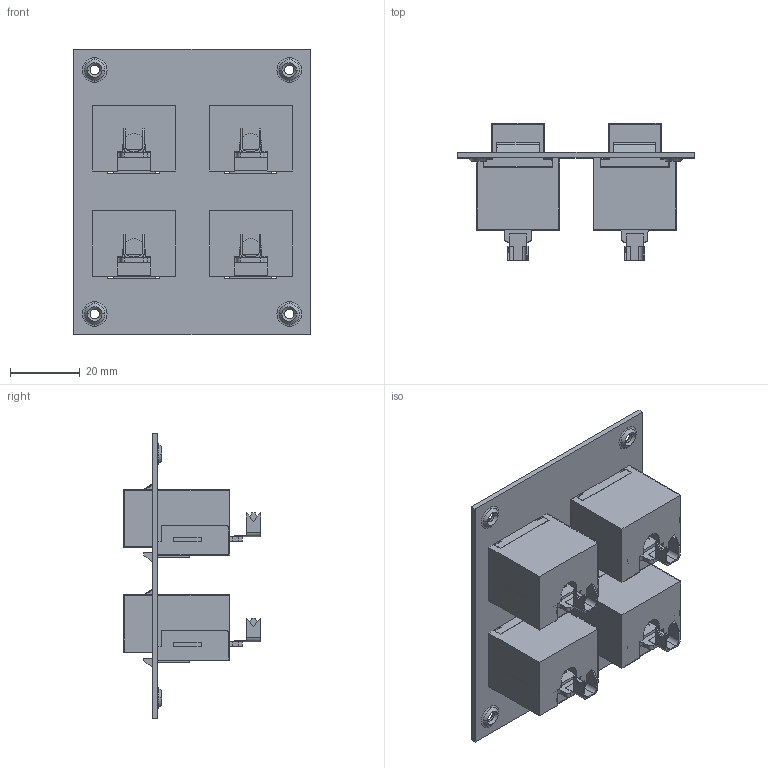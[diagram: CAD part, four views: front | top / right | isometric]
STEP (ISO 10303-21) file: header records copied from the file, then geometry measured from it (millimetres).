
FILE_DESCRIPTION (( 'STEP AP203' ), '1' );
FILE_NAME ('USP4MK-SC5B.STEP', '2011-08-08T15:17:57', ( 'x' ), ( 'Microsoft' ), 'SwSTEP 2.0', 'SolidWorks 2010', '' );
FILE_SCHEMA (( 'CONFIG_CONTROL_DESIGN' ));
Length unit declared in the file: inch
Products named in the file (7): 1AR03-002; MJS110C5E-S; USP4MK-SC5B; MJS110C5E-S-MA1; MJS110C6-S-MA2; MJS110C6-S-MA3; MJS110C6-S-MA4
Assembly tree (9 placements, depth 3):
  USP4MK-SC5B
    1AR03-002
    MJS110C5E-S  x4
      MJS110C6-S-MA4
      MJS110C6-S-MA2
      MJS110C5E-S-MA1
      MJS110C6-S-MA3
Bounding box: 68.07 x 39.38 x 82.04 mm (x, y, z)
Volume: 32601.2 mm3; surface area: 57575.1 mm2
Topology: 17 solids, 17 shells, 3350 faces, 9156 edges, 6048 vertices
Faces by surface type: plane 2434, bspline 784, cylinder 92, cone 24, torus 16
Entity records: 45719 total; most frequent: CARTESIAN_POINT 23439, ORIENTED_EDGE 4872, DIRECTION 3606, EDGE_CURVE 2436, VECTOR 1896, LINE 1896, VERTEX_POINT 1608, EDGE_LOOP 982
